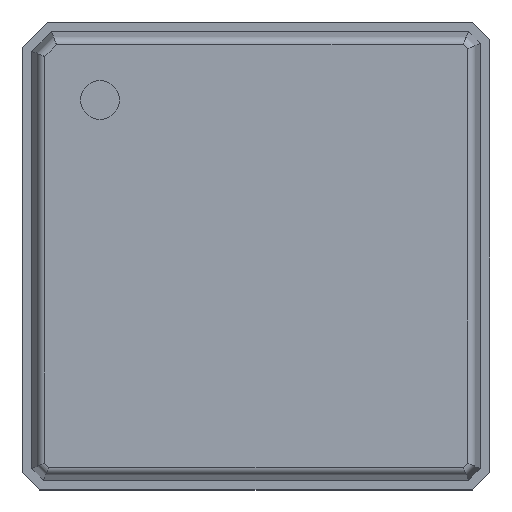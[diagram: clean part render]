
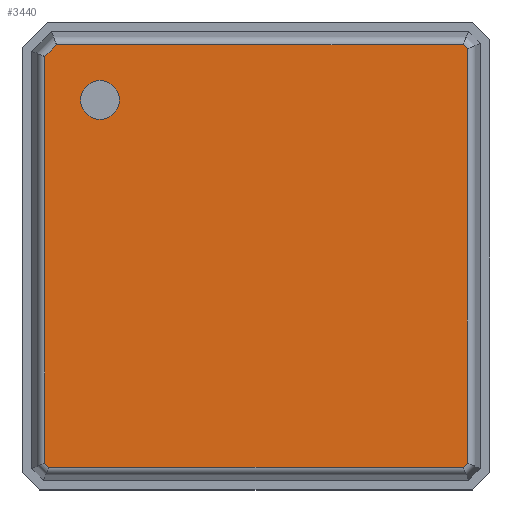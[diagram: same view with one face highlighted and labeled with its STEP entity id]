
A CAD part, top view. The second image highlights one B-rep face of the part: STEP entity #3440.
In plain terms, the highlighted face is planar.
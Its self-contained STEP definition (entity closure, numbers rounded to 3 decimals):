
#3011=DIRECTION('',(0.,0.,-1.));
#3012=VECTOR('',#3011,10.625);
#3013=CARTESIAN_POINT('',(5.418,0.8,5.312));
#3014=LINE('',#3013,#3012);
#3018=DIRECTION('',(0.707,0.,-0.707));
#3019=VECTOR('',#3018,0.149);
#3020=CARTESIAN_POINT('',(5.312,0.8,5.418));
#3021=LINE('',#3020,#3019);
#3025=DIRECTION('',(1.,0.,0.));
#3026=VECTOR('',#3025,10.625);
#3027=CARTESIAN_POINT('',(-5.312,0.8,5.418));
#3028=LINE('',#3027,#3026);
#3032=DIRECTION('',(0.707,0.,0.707));
#3033=VECTOR('',#3032,0.149);
#3034=CARTESIAN_POINT('',(-5.418,0.8,5.312));
#3035=LINE('',#3034,#3033);
#3039=DIRECTION('',(0.,0.,1.));
#3040=VECTOR('',#3039,10.425);
#3041=CARTESIAN_POINT('',(-5.418,0.8,-5.112));
#3042=LINE('',#3041,#3040);
#3046=DIRECTION('',(-0.707,0.,0.707));
#3047=VECTOR('',#3046,0.432);
#3048=CARTESIAN_POINT('',(-5.112,0.8,-5.418));
#3049=LINE('',#3048,#3047);
#3053=DIRECTION('',(-1.,0.,0.));
#3054=VECTOR('',#3053,10.425);
#3055=CARTESIAN_POINT('',(5.312,0.8,-5.418));
#3056=LINE('',#3055,#3054);
#3060=DIRECTION('',(-0.707,0.,-0.707));
#3061=VECTOR('',#3060,0.149);
#3062=CARTESIAN_POINT('',(5.418,0.8,-5.312));
#3063=LINE('',#3062,#3061);
#3067=CARTESIAN_POINT('',(-4.,0.8,-4.));
#3068=DIRECTION('',(0.,-1.,0.));
#3069=DIRECTION('',(1.,0.,0.));
#3070=AXIS2_PLACEMENT_3D('',#3067,#3068,#3069);
#3075=CARTESIAN_POINT('',(-4.,0.8,-4.));
#3076=DIRECTION('',(0.,-1.,0.));
#3077=DIRECTION('',(-1.,0.,0.));
#3078=AXIS2_PLACEMENT_3D('',#3075,#3076,#3077);
#3322=CARTESIAN_POINT('',(5.418,0.8,5.312));
#3323=CARTESIAN_POINT('',(5.418,0.8,-5.312));
#3324=VERTEX_POINT('',#3322);
#3325=VERTEX_POINT('',#3323);
#3328=CARTESIAN_POINT('',(5.312,0.8,-5.418));
#3329=VERTEX_POINT('',#3328);
#3332=CARTESIAN_POINT('',(-5.112,0.8,-5.418));
#3333=VERTEX_POINT('',#3332);
#3334=CARTESIAN_POINT('',(-5.418,0.8,-5.112));
#3335=VERTEX_POINT('',#3334);
#3340=CARTESIAN_POINT('',(-5.418,0.8,5.312));
#3341=VERTEX_POINT('',#3340);
#3344=CARTESIAN_POINT('',(-5.312,0.8,5.418));
#3345=VERTEX_POINT('',#3344);
#3348=CARTESIAN_POINT('',(5.312,0.8,5.418));
#3349=VERTEX_POINT('',#3348);
#3354=CARTESIAN_POINT('',(-3.5,0.8,-4.));
#3355=CARTESIAN_POINT('',(-4.5,0.8,-4.));
#3356=VERTEX_POINT('',#3354);
#3357=VERTEX_POINT('',#3355);
#3412=CARTESIAN_POINT('',(0.,0.8,0.));
#3413=DIRECTION('',(0.,1.,0.));
#3414=DIRECTION('',(1.,0.,0.));
#3415=AXIS2_PLACEMENT_3D('',#3412,#3413,#3414);
#3416=PLANE('',#3415);
#3418=ORIENTED_EDGE('',*,*,#3417,.F.);
#3420=ORIENTED_EDGE('',*,*,#3419,.F.);
#3422=ORIENTED_EDGE('',*,*,#3421,.F.);
#3424=ORIENTED_EDGE('',*,*,#3423,.F.);
#3426=ORIENTED_EDGE('',*,*,#3425,.F.);
#3427=ORIENTED_EDGE('',*,*,#3402,.F.);
#3429=ORIENTED_EDGE('',*,*,#3428,.F.);
#3431=ORIENTED_EDGE('',*,*,#3430,.F.);
#3432=EDGE_LOOP('',(#3418,#3420,#3422,#3424,#3426,#3427,#3429,#3431));
#3433=FACE_OUTER_BOUND('',#3432,.F.);
#3435=ORIENTED_EDGE('',*,*,#3434,.F.);
#3437=ORIENTED_EDGE('',*,*,#3436,.F.);
#3438=EDGE_LOOP('',(#3435,#3437));
#3439=FACE_BOUND('',#3438,.F.);
#3071=CIRCLE('',#3070,0.5);
#3079=CIRCLE('',#3078,0.5);
#3402=EDGE_CURVE('',#3333,#3335,#3049,.T.);
#3417=EDGE_CURVE('',#3324,#3325,#3014,.T.);
#3419=EDGE_CURVE('',#3349,#3324,#3021,.T.);
#3421=EDGE_CURVE('',#3345,#3349,#3028,.T.);
#3423=EDGE_CURVE('',#3341,#3345,#3035,.T.);
#3425=EDGE_CURVE('',#3335,#3341,#3042,.T.);
#3428=EDGE_CURVE('',#3329,#3333,#3056,.T.);
#3430=EDGE_CURVE('',#3325,#3329,#3063,.T.);
#3434=EDGE_CURVE('',#3356,#3357,#3071,.T.);
#3436=EDGE_CURVE('',#3357,#3356,#3079,.T.);
#3440=ADVANCED_FACE('',(#3433,#3439),#3416,.T.);
